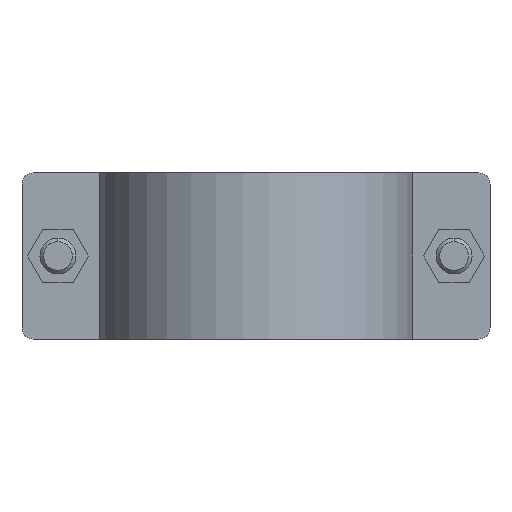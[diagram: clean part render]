
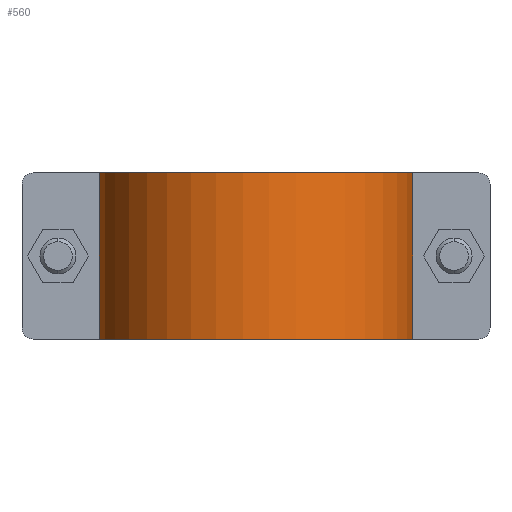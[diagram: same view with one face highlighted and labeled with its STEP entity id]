
A CAD part, front view. The second image highlights one B-rep face of the part: STEP entity #560.
In plain terms, the highlighted cylindrical face has radius 28.5 mm (diameter 57 mm), a partial arc.
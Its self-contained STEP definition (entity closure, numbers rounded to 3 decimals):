
#36 = DIRECTION ( 'NONE',  ( -1., 0., 0. ) ) ;
#43 = EDGE_CURVE ( 'NONE', #966, #1263, #1013, .T. ) ;
#49 = AXIS2_PLACEMENT_3D ( 'NONE', #2099, #2299, #36 ) ;
#287 = EDGE_CURVE ( 'NONE', #2239, #1933, #1708, .T. ) ;
#334 = ORIENTED_EDGE ( 'NONE', *, *, #287, .T. ) ;
#530 = CARTESIAN_POINT ( 'NONE',  ( -28.284, -3.5, 15. ) ) ;
#560 = ADVANCED_FACE ( 'NONE', ( #672 ), #1866, .T. ) ;
#672 = FACE_OUTER_BOUND ( 'NONE', #1537, .T. ) ;
#808 = CARTESIAN_POINT ( 'NONE',  ( 28.284, -3.5, -15. ) ) ;
#818 = CARTESIAN_POINT ( 'NONE',  ( 0., 0., -15. ) ) ;
#830 = EDGE_CURVE ( 'NONE', #2239, #966, #2373, .T. ) ;
#840 = CARTESIAN_POINT ( 'NONE',  ( -28.284, -3.5, 15. ) ) ;
#966 = VERTEX_POINT ( 'NONE', #1280 ) ;
#983 = AXIS2_PLACEMENT_3D ( 'NONE', #818, #1633, #2187 ) ;
#1013 = LINE ( 'NONE', #1837, #1380 ) ;
#1263 = VERTEX_POINT ( 'NONE', #808 ) ;
#1280 = CARTESIAN_POINT ( 'NONE',  ( 28.284, -3.5, 15. ) ) ;
#1380 = VECTOR ( 'NONE', #2654, 1000. ) ;
#1466 = CARTESIAN_POINT ( 'NONE',  ( -28.284, -3.5, -15. ) ) ;
#1467 = VECTOR ( 'NONE', #2129, 1000. ) ;
#1484 = ORIENTED_EDGE ( 'NONE', *, *, #43, .F. ) ;
#1537 = EDGE_LOOP ( 'NONE', ( #2031, #1484, #2337, #334 ) ) ;
#1604 = DIRECTION ( 'NONE',  ( 1., 0., 0. ) ) ;
#1633 = DIRECTION ( 'NONE',  ( 0., 0., 1. ) ) ;
#1708 = LINE ( 'NONE', #530, #1467 ) ;
#1732 = EDGE_CURVE ( 'NONE', #1933, #1263, #2143, .T. ) ;
#1837 = CARTESIAN_POINT ( 'NONE',  ( 28.284, -3.5, 15. ) ) ;
#1839 = CARTESIAN_POINT ( 'NONE',  ( 0., 0., 15. ) ) ;
#1849 = DIRECTION ( 'NONE',  ( 0., 0., 1. ) ) ;
#1853 = AXIS2_PLACEMENT_3D ( 'NONE', #1839, #1849, #1604 ) ;
#1866 = CYLINDRICAL_SURFACE ( 'NONE', #49, 28.5 ) ;
#1933 = VERTEX_POINT ( 'NONE', #1466 ) ;
#2031 = ORIENTED_EDGE ( 'NONE', *, *, #1732, .T. ) ;
#2099 = CARTESIAN_POINT ( 'NONE',  ( 0., 0., 15. ) ) ;
#2129 = DIRECTION ( 'NONE',  ( 0., 0., -1. ) ) ;
#2143 = CIRCLE ( 'NONE', #983, 28.5 ) ;
#2187 = DIRECTION ( 'NONE',  ( 1., 0., 0. ) ) ;
#2239 = VERTEX_POINT ( 'NONE', #840 ) ;
#2299 = DIRECTION ( 'NONE',  ( 0., 0., -1. ) ) ;
#2337 = ORIENTED_EDGE ( 'NONE', *, *, #830, .F. ) ;
#2373 = CIRCLE ( 'NONE', #1853, 28.5 ) ;
#2654 = DIRECTION ( 'NONE',  ( 0., 0., -1. ) ) ;
